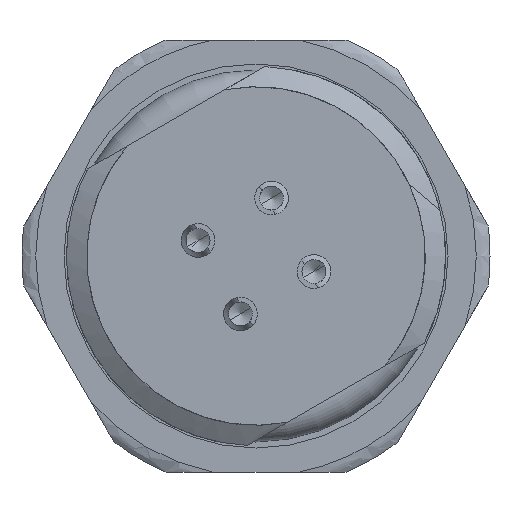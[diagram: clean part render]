
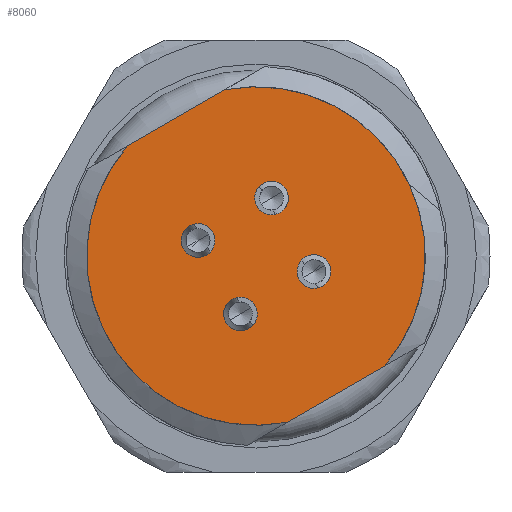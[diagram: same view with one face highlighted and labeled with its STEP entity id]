
A CAD part, front view. The second image highlights one B-rep face of the part: STEP entity #8060.
In plain terms, the highlighted planar face has unit normal (0, -1, 0).
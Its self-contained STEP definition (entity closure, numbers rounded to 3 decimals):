
#20=CARTESIAN_POINT('',(0.,-7.,0.));
#21=DIRECTION('',(0.,1.,0.));
#22=DIRECTION('',(-0.184,0.,0.983));
#23=AXIS2_PLACEMENT_3D('',#20,#21,#22);
#25=CARTESIAN_POINT('',(0.,-7.,0.));
#26=DIRECTION('',(0.,1.,0.));
#27=DIRECTION('',(0.184,0.,-0.983));
#28=AXIS2_PLACEMENT_3D('',#25,#26,#27);
#30=CARTESIAN_POINT('',(-0.647,-7.,-2.415));
#31=DIRECTION('',(0.,-1.,0.));
#32=DIRECTION('',(-0.259,0.,-0.966));
#33=AXIS2_PLACEMENT_3D('',#30,#31,#32);
#35=CARTESIAN_POINT('',(-0.647,-7.,-2.415));
#36=DIRECTION('',(0.,-1.,0.));
#37=DIRECTION('',(0.259,0.,0.966));
#38=AXIS2_PLACEMENT_3D('',#35,#36,#37);
#40=CARTESIAN_POINT('',(2.415,-7.,-0.647));
#41=DIRECTION('',(0.,-1.,0.));
#42=DIRECTION('',(0.259,0.,0.966));
#43=AXIS2_PLACEMENT_3D('',#40,#41,#42);
#45=CARTESIAN_POINT('',(2.415,-7.,-0.647));
#46=DIRECTION('',(0.,-1.,0.));
#47=DIRECTION('',(-0.259,0.,-0.966));
#48=AXIS2_PLACEMENT_3D('',#45,#46,#47);
#50=CARTESIAN_POINT('',(0.647,-7.,2.415));
#51=DIRECTION('',(0.,-1.,0.));
#52=DIRECTION('',(0.259,0.,0.966));
#53=AXIS2_PLACEMENT_3D('',#50,#51,#52);
#55=CARTESIAN_POINT('',(0.647,-7.,2.415));
#56=DIRECTION('',(0.,-1.,0.));
#57=DIRECTION('',(-0.259,0.,-0.966));
#58=AXIS2_PLACEMENT_3D('',#55,#56,#57);
#60=CARTESIAN_POINT('',(-2.415,-7.,0.647));
#61=DIRECTION('',(0.,-1.,0.));
#62=DIRECTION('',(-0.259,0.,-0.966));
#63=AXIS2_PLACEMENT_3D('',#60,#61,#62);
#65=CARTESIAN_POINT('',(-2.415,-7.,0.647));
#66=DIRECTION('',(0.,-1.,0.));
#67=DIRECTION('',(0.259,0.,0.966));
#68=AXIS2_PLACEMENT_3D('',#65,#66,#67);
#70=DIRECTION('',(-0.866,0.,-0.5));
#71=VECTOR('',#70,4.682);
#72=CARTESIAN_POINT('',(-1.298,-7.,6.93));
#73=LINE('',#72,#71);
#106=DIRECTION('',(0.866,0.,0.5));
#107=VECTOR('',#106,4.682);
#108=CARTESIAN_POINT('',(1.298,-7.,-6.93));
#109=LINE('',#108,#107);
#6888=CARTESIAN_POINT('',(-2.596,-7.,-0.029));
#6889=CARTESIAN_POINT('',(-2.234,-7.,1.323));
#6890=VERTEX_POINT('',#6888);
#6891=VERTEX_POINT('',#6889);
#6894=CARTESIAN_POINT('',(-1.298,-7.,6.93));
#6895=CARTESIAN_POINT('',(-5.352,-7.,4.589));
#6896=VERTEX_POINT('',#6894);
#6897=VERTEX_POINT('',#6895);
#6898=CARTESIAN_POINT('',(1.298,-7.,-6.93));
#6899=CARTESIAN_POINT('',(5.352,-7.,-4.589));
#6900=VERTEX_POINT('',#6898);
#6901=VERTEX_POINT('',#6899);
#6902=CARTESIAN_POINT('',(-0.828,-7.,-3.091));
#6903=CARTESIAN_POINT('',(-0.466,-7.,-1.739));
#6904=VERTEX_POINT('',#6902);
#6905=VERTEX_POINT('',#6903);
#6906=CARTESIAN_POINT('',(2.596,-7.,0.029));
#6907=CARTESIAN_POINT('',(2.234,-7.,-1.323));
#6908=VERTEX_POINT('',#6906);
#6909=VERTEX_POINT('',#6907);
#6910=CARTESIAN_POINT('',(0.828,-7.,3.091));
#6911=CARTESIAN_POINT('',(0.466,-7.,1.739));
#6912=VERTEX_POINT('',#6910);
#6913=VERTEX_POINT('',#6911);
#8022=CARTESIAN_POINT('',(0.,-7.,0.));
#8023=DIRECTION('',(0.,-1.,0.));
#8024=DIRECTION('',(0.866,0.,0.5));
#8025=AXIS2_PLACEMENT_3D('',#8022,#8023,#8024);
#8026=PLANE('',#8025);
#8028=ORIENTED_EDGE('',*,*,#8027,.F.);
#8030=ORIENTED_EDGE('',*,*,#8029,.T.);
#8032=ORIENTED_EDGE('',*,*,#8031,.F.);
#8034=ORIENTED_EDGE('',*,*,#8033,.T.);
#8035=EDGE_LOOP('',(#8028,#8030,#8032,#8034));
#8036=FACE_OUTER_BOUND('',#8035,.F.);
#8038=ORIENTED_EDGE('',*,*,#8037,.T.);
#8040=ORIENTED_EDGE('',*,*,#8039,.T.);
#8041=EDGE_LOOP('',(#8038,#8040));
#8042=FACE_BOUND('',#8041,.F.);
#8044=ORIENTED_EDGE('',*,*,#8043,.T.);
#8046=ORIENTED_EDGE('',*,*,#8045,.T.);
#8047=EDGE_LOOP('',(#8044,#8046));
#8048=FACE_BOUND('',#8047,.F.);
#8050=ORIENTED_EDGE('',*,*,#8049,.T.);
#8052=ORIENTED_EDGE('',*,*,#8051,.T.);
#8053=EDGE_LOOP('',(#8050,#8052));
#8054=FACE_BOUND('',#8053,.F.);
#8055=ORIENTED_EDGE('',*,*,#8010,.T.);
#8057=ORIENTED_EDGE('',*,*,#8056,.T.);
#8058=EDGE_LOOP('',(#8055,#8057));
#8059=FACE_BOUND('',#8058,.F.);
#8060=ADVANCED_FACE('',(#8036,#8042,#8048,#8054,#8059),#8026,.T.);
#24=CIRCLE('',#23,7.05);
#29=CIRCLE('',#28,7.05);
#34=CIRCLE('',#33,0.7);
#39=CIRCLE('',#38,0.7);
#44=CIRCLE('',#43,0.7);
#49=CIRCLE('',#48,0.7);
#54=CIRCLE('',#53,0.7);
#59=CIRCLE('',#58,0.7);
#64=CIRCLE('',#63,0.7);
#69=CIRCLE('',#68,0.7);
#8010=EDGE_CURVE('',#6890,#6891,#64,.T.);
#8027=EDGE_CURVE('',#6896,#6897,#73,.T.);
#8029=EDGE_CURVE('',#6896,#6901,#24,.T.);
#8031=EDGE_CURVE('',#6900,#6901,#109,.T.);
#8033=EDGE_CURVE('',#6900,#6897,#29,.T.);
#8037=EDGE_CURVE('',#6904,#6905,#34,.T.);
#8039=EDGE_CURVE('',#6905,#6904,#39,.T.);
#8043=EDGE_CURVE('',#6908,#6909,#44,.T.);
#8045=EDGE_CURVE('',#6909,#6908,#49,.T.);
#8049=EDGE_CURVE('',#6912,#6913,#54,.T.);
#8051=EDGE_CURVE('',#6913,#6912,#59,.T.);
#8056=EDGE_CURVE('',#6891,#6890,#69,.T.);
